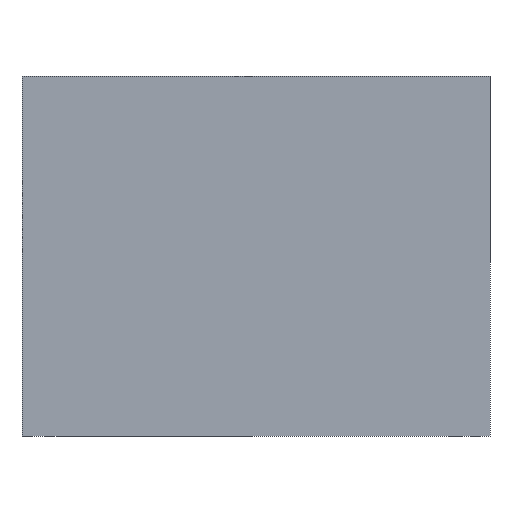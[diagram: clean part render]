
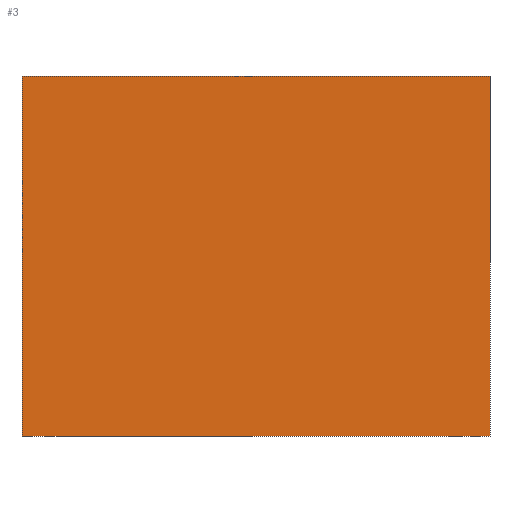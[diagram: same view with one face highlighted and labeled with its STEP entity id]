
A CAD part, front view. The second image highlights one B-rep face of the part: STEP entity #3.
In plain terms, the highlighted planar face has unit normal (0, -1, 0).
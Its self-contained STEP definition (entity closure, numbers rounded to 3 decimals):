
#3 = ADVANCED_FACE ( 'NONE', ( #1069 ), #2102, .F. ) ;
#81 = CARTESIAN_POINT ( 'NONE',  ( 117., 0., -90. ) ) ;
#98 = DIRECTION ( 'NONE',  ( -1., 0., 0. ) ) ;
#124 = EDGE_LOOP ( 'NONE', ( #1832, #1693, #1366, #463 ) ) ;
#192 = EDGE_CURVE ( 'NONE', #197, #560, #634, .T. ) ;
#197 = VERTEX_POINT ( 'NONE', #430 ) ;
#285 = DIRECTION ( 'NONE',  ( 0., 0., -1. ) ) ;
#350 = VERTEX_POINT ( 'NONE', #1341 ) ;
#430 = CARTESIAN_POINT ( 'NONE',  ( -117., 0., 90. ) ) ;
#463 = ORIENTED_EDGE ( 'NONE', *, *, #192, .T. ) ;
#533 = DIRECTION ( 'NONE',  ( 0., 0., 1. ) ) ;
#559 = DIRECTION ( 'NONE',  ( 0., 0., 1. ) ) ;
#560 = VERTEX_POINT ( 'NONE', #1278 ) ;
#631 = AXIS2_PLACEMENT_3D ( 'NONE', #1418, #1733, #533 ) ;
#634 = LINE ( 'NONE', #2028, #1317 ) ;
#827 = VECTOR ( 'NONE', #98, 1000. ) ;
#1069 = FACE_OUTER_BOUND ( 'NONE', #124, .T. ) ;
#1156 = VERTEX_POINT ( 'NONE', #81 ) ;
#1166 = LINE ( 'NONE', #1902, #1238 ) ;
#1238 = VECTOR ( 'NONE', #2236, 1000. ) ;
#1278 = CARTESIAN_POINT ( 'NONE',  ( -117., 0., -90. ) ) ;
#1317 = VECTOR ( 'NONE', #285, 1000. ) ;
#1341 = CARTESIAN_POINT ( 'NONE',  ( 117., 0., 90. ) ) ;
#1366 = ORIENTED_EDGE ( 'NONE', *, *, #1405, .F. ) ;
#1405 = EDGE_CURVE ( 'NONE', #197, #350, #1166, .T. ) ;
#1418 = CARTESIAN_POINT ( 'NONE',  ( 0., 0., 0. ) ) ;
#1464 = EDGE_CURVE ( 'NONE', #1156, #350, #1575, .T. ) ;
#1485 = CARTESIAN_POINT ( 'NONE',  ( -120., 0., -90. ) ) ;
#1575 = LINE ( 'NONE', #1937, #1720 ) ;
#1656 = LINE ( 'NONE', #1485, #827 ) ;
#1693 = ORIENTED_EDGE ( 'NONE', *, *, #1464, .T. ) ;
#1720 = VECTOR ( 'NONE', #559, 1000. ) ;
#1733 = DIRECTION ( 'NONE',  ( 0., 1., 0. ) ) ;
#1832 = ORIENTED_EDGE ( 'NONE', *, *, #2079, .F. ) ;
#1902 = CARTESIAN_POINT ( 'NONE',  ( -120., 0., 90. ) ) ;
#1937 = CARTESIAN_POINT ( 'NONE',  ( 117., 0., 0. ) ) ;
#2028 = CARTESIAN_POINT ( 'NONE',  ( -117., 0., 0. ) ) ;
#2079 = EDGE_CURVE ( 'NONE', #1156, #560, #1656, .T. ) ;
#2102 = PLANE ( 'NONE',  #631 ) ;
#2236 = DIRECTION ( 'NONE',  ( 1., 0., 0. ) ) ;
